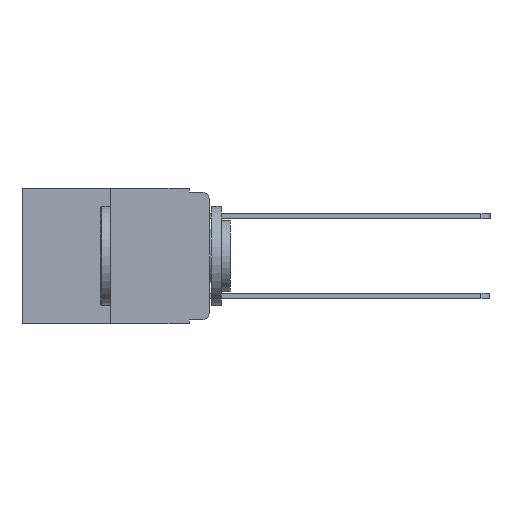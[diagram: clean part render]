
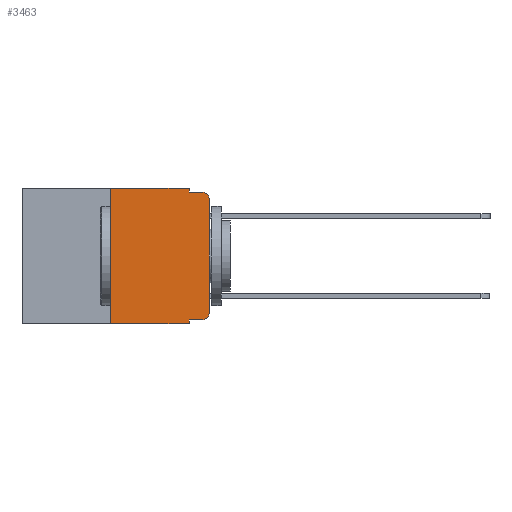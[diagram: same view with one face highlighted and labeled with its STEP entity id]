
A CAD part, left-side view. The second image highlights one B-rep face of the part: STEP entity #3463.
In plain terms, the highlighted planar face has unit normal (-1, 0, 0).
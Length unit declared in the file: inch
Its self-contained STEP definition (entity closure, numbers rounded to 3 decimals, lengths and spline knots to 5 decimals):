
#159 = VECTOR ( 'NONE', #6441, 39.37008 ) ;
#186 = VERTEX_POINT ( 'NONE', #7434 ) ;
#270 = VERTEX_POINT ( 'NONE', #9364 ) ;
#388 = VERTEX_POINT ( 'NONE', #5078 ) ;
#459 = LINE ( 'NONE', #4642, #5126 ) ;
#547 = CARTESIAN_POINT ( 'NONE',  ( 0., 0.051, 0. ) ) ;
#848 = LINE ( 'NONE', #5451, #10478 ) ;
#1022 = CARTESIAN_POINT ( 'NONE',  ( 0., 0.051, -0.333 ) ) ;
#1255 = DIRECTION ( 'NONE',  ( 0., -1., 0. ) ) ;
#1312 = AXIS2_PLACEMENT_3D ( 'NONE', #6432, #8241, #5318 ) ;
#2697 = ORIENTED_EDGE ( 'NONE', *, *, #10627, .F. ) ;
#2918 = CIRCLE ( 'NONE', #7553, 0.02 ) ;
#2943 = DIRECTION ( 'NONE',  ( 0., 0., 1. ) ) ;
#3048 = EDGE_CURVE ( 'NONE', #7598, #270, #6124, .T. ) ;
#3155 = ORIENTED_EDGE ( 'NONE', *, *, #5304, .F. ) ;
#3168 = EDGE_CURVE ( 'NONE', #5705, #186, #6578, .T. ) ;
#3331 = CARTESIAN_POINT ( 'NONE',  ( 0., 0.02, -0.03 ) ) ;
#3463 = ADVANCED_FACE ( 'NONE', ( #10905 ), #6504, .F. ) ;
#3552 = DIRECTION ( 'NONE',  ( 0., 0., 1. ) ) ;
#3725 = VECTOR ( 'NONE', #3552, 39.37008 ) ;
#4141 = VERTEX_POINT ( 'NONE', #8217 ) ;
#4159 = ORIENTED_EDGE ( 'NONE', *, *, #6272, .T. ) ;
#4169 = CARTESIAN_POINT ( 'NONE',  ( 0., 0.25, -0.343 ) ) ;
#4265 = CARTESIAN_POINT ( 'NONE',  ( 0., 0.051, -0.01 ) ) ;
#4305 = ORIENTED_EDGE ( 'NONE', *, *, #7698, .F. ) ;
#4338 = DIRECTION ( 'NONE',  ( 0., 0., -1. ) ) ;
#4419 = ORIENTED_EDGE ( 'NONE', *, *, #7739, .F. ) ;
#4596 = ORIENTED_EDGE ( 'NONE', *, *, #11199, .T. ) ;
#4642 = CARTESIAN_POINT ( 'NONE',  ( 0., 0.473, 0. ) ) ;
#4816 = LINE ( 'NONE', #5414, #11865 ) ;
#4956 = VERTEX_POINT ( 'NONE', #5452 ) ;
#4981 = VERTEX_POINT ( 'NONE', #5492 ) ;
#5078 = CARTESIAN_POINT ( 'NONE',  ( 0., 0.02, -0.01 ) ) ;
#5126 = VECTOR ( 'NONE', #5611, 39.37008 ) ;
#5203 = CARTESIAN_POINT ( 'NONE',  ( 0., 0., 0. ) ) ;
#5304 = EDGE_CURVE ( 'NONE', #9087, #388, #5603, .T. ) ;
#5318 = DIRECTION ( 'NONE',  ( 0., 0., -1. ) ) ;
#5352 = EDGE_LOOP ( 'NONE', ( #8577, #10330, #3155, #4419, #2697, #5933, #4596, #4305, #7973, #4159 ) ) ;
#5414 = CARTESIAN_POINT ( 'NONE',  ( 0., 0.473, -0.343 ) ) ;
#5451 = CARTESIAN_POINT ( 'NONE',  ( 0., 0.051, 0. ) ) ;
#5452 = CARTESIAN_POINT ( 'NONE',  ( 0., 0.02, -0.333 ) ) ;
#5492 = CARTESIAN_POINT ( 'NONE',  ( 0., 0.051, -0.343 ) ) ;
#5536 = CARTESIAN_POINT ( 'NONE',  ( 0., 0.02, -0.313 ) ) ;
#5603 = LINE ( 'NONE', #4265, #7783 ) ;
#5611 = DIRECTION ( 'NONE',  ( 0., -1., 0. ) ) ;
#5705 = VERTEX_POINT ( 'NONE', #4169 ) ;
#5892 = DIRECTION ( 'NONE',  ( 0., -1., 0. ) ) ;
#5933 = ORIENTED_EDGE ( 'NONE', *, *, #3168, .F. ) ;
#6012 = CARTESIAN_POINT ( 'NONE',  ( 0., 0.25, 0. ) ) ;
#6124 = LINE ( 'NONE', #5203, #8277 ) ;
#6272 = EDGE_CURVE ( 'NONE', #4956, #7598, #2918, .T. ) ;
#6432 = CARTESIAN_POINT ( 'NONE',  ( 0., 0.473, 0. ) ) ;
#6441 = DIRECTION ( 'NONE',  ( 0., 0., -1. ) ) ;
#6486 = DIRECTION ( 'NONE',  ( 0., 0., -1. ) ) ;
#6504 = PLANE ( 'NONE',  #1312 ) ;
#6578 = LINE ( 'NONE', #6012, #3725 ) ;
#6759 = EDGE_CURVE ( 'NONE', #6792, #4956, #7978, .T. ) ;
#6792 = VERTEX_POINT ( 'NONE', #1022 ) ;
#6946 = CIRCLE ( 'NONE', #10506, 0.02 ) ;
#7157 = CARTESIAN_POINT ( 'NONE',  ( 0., 0., -0.313 ) ) ;
#7434 = CARTESIAN_POINT ( 'NONE',  ( 0., 0.25, 0. ) ) ;
#7553 = AXIS2_PLACEMENT_3D ( 'NONE', #5536, #11661, #6486 ) ;
#7598 = VERTEX_POINT ( 'NONE', #7157 ) ;
#7698 = EDGE_CURVE ( 'NONE', #6792, #4981, #848, .T. ) ;
#7739 = EDGE_CURVE ( 'NONE', #4141, #9087, #8226, .T. ) ;
#7783 = VECTOR ( 'NONE', #1255, 39.37008 ) ;
#7973 = ORIENTED_EDGE ( 'NONE', *, *, #6759, .T. ) ;
#7978 = LINE ( 'NONE', #9437, #9982 ) ;
#8087 = CARTESIAN_POINT ( 'NONE',  ( 0., 0.051, -0.01 ) ) ;
#8210 = DIRECTION ( 'NONE',  ( 0., -1., 0. ) ) ;
#8217 = CARTESIAN_POINT ( 'NONE',  ( 0., 0.051, 0. ) ) ;
#8226 = LINE ( 'NONE', #547, #159 ) ;
#8241 = DIRECTION ( 'NONE',  ( 1., 0., 0. ) ) ;
#8277 = VECTOR ( 'NONE', #2943, 39.37008 ) ;
#8577 = ORIENTED_EDGE ( 'NONE', *, *, #3048, .T. ) ;
#9033 = EDGE_CURVE ( 'NONE', #270, #388, #6946, .T. ) ;
#9087 = VERTEX_POINT ( 'NONE', #8087 ) ;
#9364 = CARTESIAN_POINT ( 'NONE',  ( 0., 0., -0.03 ) ) ;
#9437 = CARTESIAN_POINT ( 'NONE',  ( 0., 0.051, -0.333 ) ) ;
#9757 = DIRECTION ( 'NONE',  ( -1., 0., 0. ) ) ;
#9982 = VECTOR ( 'NONE', #5892, 39.37008 ) ;
#10330 = ORIENTED_EDGE ( 'NONE', *, *, #9033, .T. ) ;
#10478 = VECTOR ( 'NONE', #11590, 39.37008 ) ;
#10506 = AXIS2_PLACEMENT_3D ( 'NONE', #3331, #9757, #4338 ) ;
#10627 = EDGE_CURVE ( 'NONE', #186, #4141, #459, .T. ) ;
#10905 = FACE_OUTER_BOUND ( 'NONE', #5352, .T. ) ;
#11199 = EDGE_CURVE ( 'NONE', #5705, #4981, #4816, .T. ) ;
#11590 = DIRECTION ( 'NONE',  ( 0., 0., -1. ) ) ;
#11661 = DIRECTION ( 'NONE',  ( -1., 0., 0. ) ) ;
#11865 = VECTOR ( 'NONE', #8210, 39.37008 ) ;
